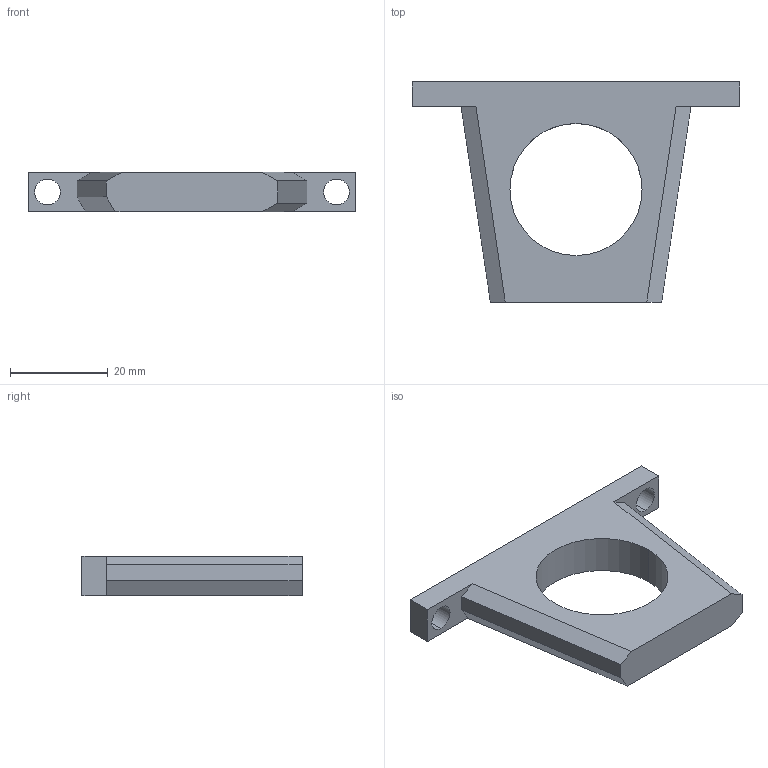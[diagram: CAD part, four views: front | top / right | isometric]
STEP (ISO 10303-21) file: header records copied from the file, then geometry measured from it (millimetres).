
FILE_DESCRIPTION (( 'STEP AP214' ), '1' );
FILE_NAME ('5-Plaque-Soutien.STEP', '2022-08-15T18:46:44', ( '' ), ( '' ), 'SwSTEP 2.0', 'SolidWorks 2019', '' );
FILE_SCHEMA (( 'AUTOMOTIVE_DESIGN' ));
Length unit declared in the file: millimetre
Products named in the file (1): 5-Plaque-Soutien
Bounding box: 67 x 45 x 8 mm (x, y, z)
Volume: 10166.4 mm3; surface area: 5466.1 mm2
Topology: 1 solids, 1 shells, 28 faces, 74 edges, 46 vertices
Faces by surface type: plane 14, cylinder 10, cone 4
Entity records: 884 total; most frequent: DIRECTION 148, CARTESIAN_POINT 145, ORIENTED_EDGE 140, EDGE_CURVE 70, VECTOR 50, LINE 50, AXIS2_PLACEMENT_3D 49, VERTEX_POINT 46
